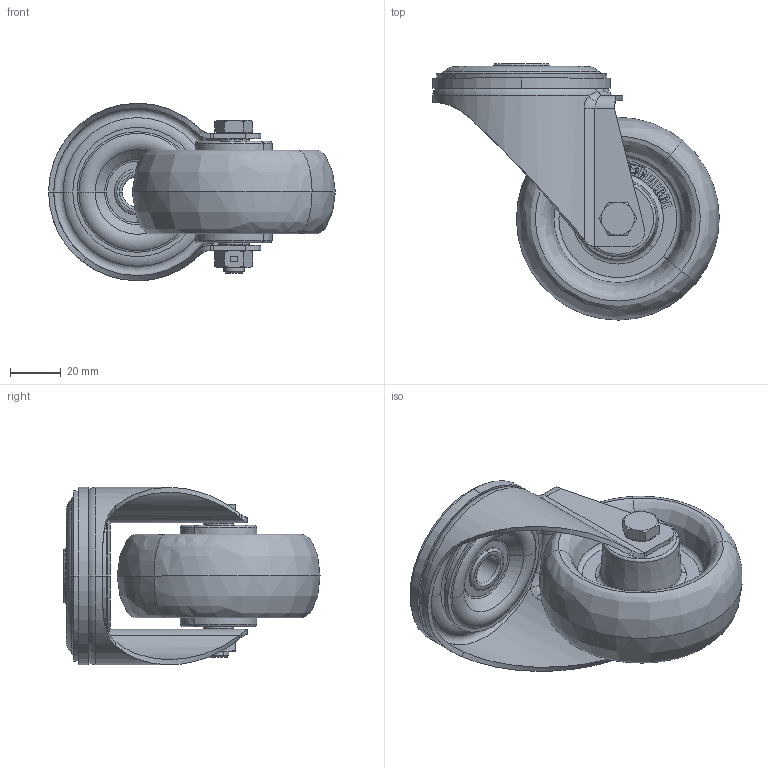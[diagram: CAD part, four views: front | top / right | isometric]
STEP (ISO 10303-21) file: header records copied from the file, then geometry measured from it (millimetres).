
FILE_DESCRIPTION (( 'STEP AP214' ), '1' );
FILE_NAME ('0056038.step', '2023-06-13T10:36:34', ( '' ), ( '' ), 'SwSTEP 2.0', 'SolidWorks 2020', '' );
FILE_SCHEMA (( 'AUTOMOTIVE_DESIGN' ));
Length unit declared in the file: millimetre
Products named in the file (1): 0056038
Bounding box: 113 x 101 x 70 mm (x, y, z)
Volume: 155376.3 mm3; surface area: 65784.9 mm2
Topology: 7 solids, 8 shells, 429 faces, 1003 edges, 613 vertices
Faces by surface type: plane 169, torus 78, bspline 69, cone 60, cylinder 53
Entity records: 20835 total; most frequent: CARTESIAN_POINT 6588, ORIENTED_EDGE 2006, DIRECTION 1861, EDGE_CURVE 1003, AXIS2_PLACEMENT_3D 702, VERTEX_POINT 613, EDGE_LOOP 470, LINE 457
